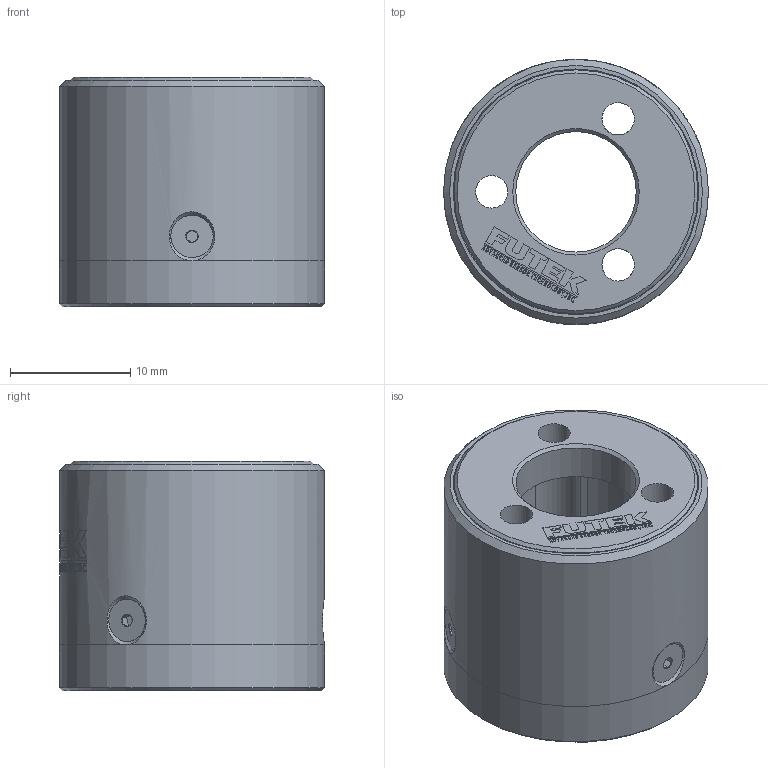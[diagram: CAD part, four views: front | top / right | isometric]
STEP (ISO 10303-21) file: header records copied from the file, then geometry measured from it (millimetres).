
FILE_DESCRIPTION(/* description */ (''),/* implementation_level */ '2;1');
FILE_NAME(/* name */ 'Custom Torque.stp',/* time_stamp */ '2015-08-17T09:49:21-07:00',/* author */ ('joon'),/* organization */ (''),/* preprocessor_version */ 'ST-DEVELOPER v15.6',/* originating_system */ 'Autodesk Inventor 2015',/* authorisation */ '');
FILE_SCHEMA (('AUTOMOTIVE_DESIGN { 1 0 10303 214 3 1 1 }'));
Length unit declared in the file: centimetre
Products named in the file (1): Custom Torque
Bounding box: 22 x 22 x 19.05 mm (x, y, z)
Volume: 4391.4 mm3; surface area: 4963.1 mm2
Topology: 1 solids, 4 shells, 1050 faces, 2795 edges, 1850 vertices
Faces by surface type: plane 578, bspline 329, cylinder 100, cone 38, torus 5
Full cylindrical faces by diameter (mm): 2.007 x3, 2.692 x3, 3.505 x3, 10 x1, 19.46 x1, 20.244 x1, 20.374 x1, 20.396 x1, 22 x2
Entity records: 38680 total; most frequent: CARTESIAN_POINT 14236, ORIENTED_EDGE 5480, DIRECTION 3859, EDGE_CURVE 2740, VERTEX_POINT 1830, LINE 1617, VECTOR 1617, EDGE_LOOP 1196
